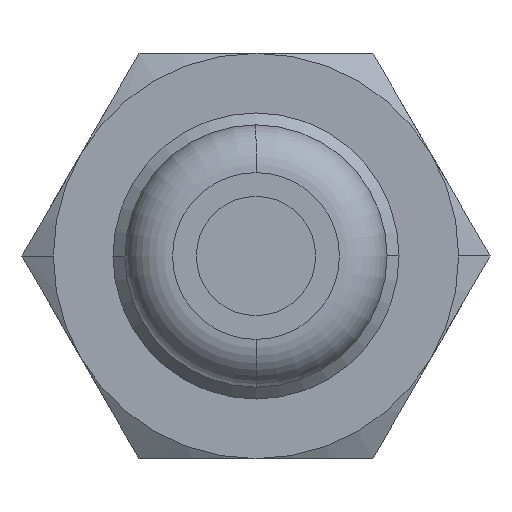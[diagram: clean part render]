
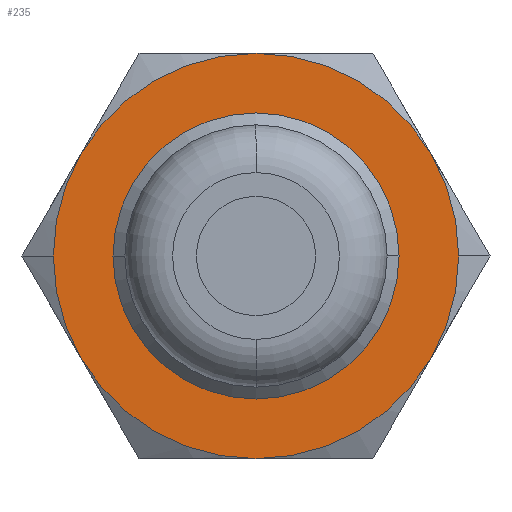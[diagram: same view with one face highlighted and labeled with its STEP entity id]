
A CAD part, front view. The second image highlights one B-rep face of the part: STEP entity #235.
In plain terms, the highlighted planar face has unit normal (0, -1, 0).
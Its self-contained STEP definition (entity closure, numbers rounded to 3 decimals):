
#235=ADVANCED_FACE('',(#406,#407),#408,.T.);
#406=FACE_OUTER_BOUND('',#616,.T.);
#407=FACE_BOUND('',#617,.T.);
#408=PLANE('',#618);
#616=EDGE_LOOP('',(#1167,#1168,#1169,#1170,#1171,#1172,#1173,#1174));
#617=EDGE_LOOP('',(#1175,#1176));
#618=AXIS2_PLACEMENT_3D('',#1177,#1178,#1179);
#1167=ORIENTED_EDGE('',*,*,#1589,.F.);
#1168=ORIENTED_EDGE('',*,*,#1575,.F.);
#1169=ORIENTED_EDGE('',*,*,#1578,.F.);
#1170=ORIENTED_EDGE('',*,*,#1580,.F.);
#1171=ORIENTED_EDGE('',*,*,#1573,.F.);
#1172=ORIENTED_EDGE('',*,*,#1584,.F.);
#1173=ORIENTED_EDGE('',*,*,#1587,.F.);
#1174=ORIENTED_EDGE('',*,*,#1569,.F.);
#1175=ORIENTED_EDGE('',*,*,#1609,.T.);
#1176=ORIENTED_EDGE('',*,*,#1553,.T.);
#1177=CARTESIAN_POINT('',(7.25,-8.0,0.0));
#1178=DIRECTION('',(0.0,-1.0,0.0));
#1179=DIRECTION('',(-1.0,0.0,0.0));
#1553=EDGE_CURVE('',#1848,#1845,#1849,.T.);
#1569=EDGE_CURVE('',#1875,#1878,#1879,.T.);
#1573=EDGE_CURVE('',#1884,#1882,#1886,.T.);
#1575=EDGE_CURVE('',#1888,#1890,#1891,.T.);
#1578=EDGE_CURVE('',#1894,#1888,#1896,.T.);
#1580=EDGE_CURVE('',#1882,#1894,#1898,.T.);
#1584=EDGE_CURVE('',#1902,#1884,#1904,.T.);
#1587=EDGE_CURVE('',#1878,#1902,#1908,.T.);
#1589=EDGE_CURVE('',#1890,#1875,#1910,.T.);
#1609=EDGE_CURVE('',#1845,#1848,#1938,.T.);
#1845=VERTEX_POINT('',#2268);
#1848=VERTEX_POINT('',#2272);
#1849=CIRCLE('',#2273,6.0);
#1875=VERTEX_POINT('',#2328);
#1878=VERTEX_POINT('',#2332);
#1879=CIRCLE('',#2333,8.5);
#1882=VERTEX_POINT('',#2347);
#1884=VERTEX_POINT('',#2350);
#1886=CIRCLE('',#2363,8.5);
#1888=VERTEX_POINT('',#2365);
#1890=VERTEX_POINT('',#2378);
#1891=CIRCLE('',#2379,8.5);
#1894=VERTEX_POINT('',#2393);
#1896=CIRCLE('',#2406,8.5);
#1898=CIRCLE('',#2419,8.5);
#1902=VERTEX_POINT('',#2445);
#1904=CIRCLE('',#2458,8.5);
#1908=CIRCLE('',#2484,8.5);
#1910=CIRCLE('',#2497,8.5);
#1938=CIRCLE('',#2635,6.0);
#2268=CARTESIAN_POINT('',(6.0,-8.0,0.0));
#2272=CARTESIAN_POINT('',(-6.0,-8.0,0.));
#2273=AXIS2_PLACEMENT_3D('',#3275,#3276,#3277);
#2328=CARTESIAN_POINT('',(8.5,-8.0,0.));
#2332=CARTESIAN_POINT('',(7.361,-8.0,-4.25));
#2333=AXIS2_PLACEMENT_3D('',#3301,#3302,#3303);
#2347=CARTESIAN_POINT('',(-8.5,-8.0,0.));
#2350=CARTESIAN_POINT('',(-7.361,-8.0,-4.25));
#2363=AXIS2_PLACEMENT_3D('',#3305,#3306,#3307);
#2365=CARTESIAN_POINT('',(0.,-8.0,8.5));
#2378=CARTESIAN_POINT('',(7.361,-8.0,4.25));
#2379=AXIS2_PLACEMENT_3D('',#3308,#3309,#3310);
#2393=CARTESIAN_POINT('',(-7.361,-8.0,4.25));
#2406=AXIS2_PLACEMENT_3D('',#3311,#3312,#3313);
#2419=AXIS2_PLACEMENT_3D('',#3314,#3315,#3316);
#2445=CARTESIAN_POINT('',(0.0,-8.0,-8.5));
#2458=AXIS2_PLACEMENT_3D('',#3317,#3318,#3319);
#2484=AXIS2_PLACEMENT_3D('',#3320,#3321,#3322);
#2497=AXIS2_PLACEMENT_3D('',#3323,#3324,#3325);
#2635=AXIS2_PLACEMENT_3D('',#3353,#3354,#3355);
#3275=CARTESIAN_POINT('',(0.0,-8.0,0.0));
#3276=DIRECTION('',(0.0,1.0,0.0));
#3277=DIRECTION('',(1.0,0.0,0.0));
#3301=CARTESIAN_POINT('',(0.0,-8.0,0.0));
#3302=DIRECTION('',(0.0,1.0,0.0));
#3303=DIRECTION('',(1.0,0.0,0.0));
#3305=CARTESIAN_POINT('',(0.0,-8.0,0.0));
#3306=DIRECTION('',(0.0,1.0,0.0));
#3307=DIRECTION('',(1.0,0.0,0.0));
#3308=CARTESIAN_POINT('',(0.0,-8.0,0.0));
#3309=DIRECTION('',(0.0,1.0,0.0));
#3310=DIRECTION('',(1.0,0.0,0.0));
#3311=CARTESIAN_POINT('',(0.0,-8.0,0.0));
#3312=DIRECTION('',(0.0,1.0,0.0));
#3313=DIRECTION('',(1.0,0.0,0.0));
#3314=CARTESIAN_POINT('',(0.0,-8.0,0.0));
#3315=DIRECTION('',(0.0,1.0,0.0));
#3316=DIRECTION('',(1.0,0.0,0.0));
#3317=CARTESIAN_POINT('',(0.0,-8.0,0.0));
#3318=DIRECTION('',(0.0,1.0,0.0));
#3319=DIRECTION('',(1.0,0.0,0.0));
#3320=CARTESIAN_POINT('',(0.0,-8.0,0.0));
#3321=DIRECTION('',(0.0,1.0,0.0));
#3322=DIRECTION('',(1.0,0.0,0.0));
#3323=CARTESIAN_POINT('',(0.0,-8.0,0.0));
#3324=DIRECTION('',(0.0,1.0,0.0));
#3325=DIRECTION('',(1.0,0.0,0.0));
#3353=CARTESIAN_POINT('',(0.0,-8.0,0.0));
#3354=DIRECTION('',(0.0,1.0,0.0));
#3355=DIRECTION('',(1.0,0.0,0.0));
